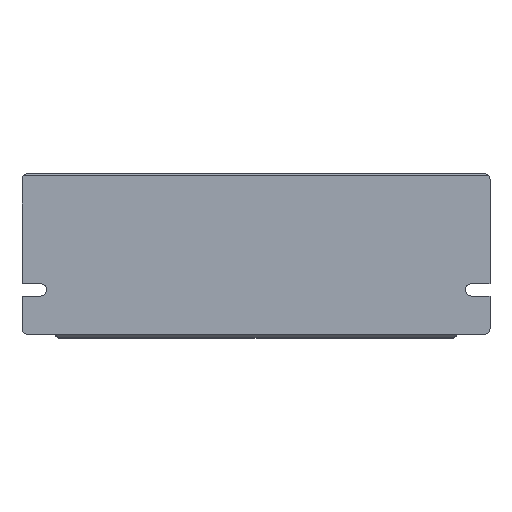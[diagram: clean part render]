
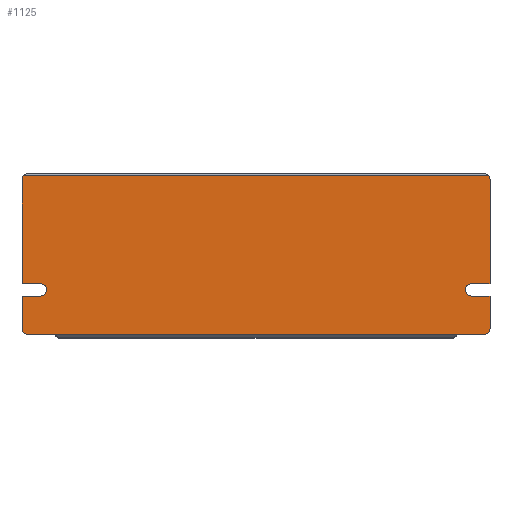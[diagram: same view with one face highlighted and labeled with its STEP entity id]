
A CAD part, top view. The second image highlights one B-rep face of the part: STEP entity #1125.
In plain terms, the highlighted face is planar.
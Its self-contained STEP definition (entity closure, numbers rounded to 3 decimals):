
#239=CARTESIAN_POINT('',(-67.5,15.5,-97.));
#240=VERTEX_POINT('',#239);
#247=CARTESIAN_POINT('',(-69.5,13.5,-97.));
#248=VERTEX_POINT('',#247);
#249=CARTESIAN_POINT('',(-69.5,15.5,-97.));
#250=DIRECTION('',(0.,0.,-1.));
#251=DIRECTION('',(1.,0.,0.));
#252=AXIS2_PLACEMENT_3D('',#249,#250,#251);
#253=CIRCLE('',#252,2.);
#254=EDGE_CURVE('',#240,#248,#253,.T.);
#271=CARTESIAN_POINT('',(-69.5,17.5,-97.));
#272=VERTEX_POINT('',#271);
#279=CARTESIAN_POINT('',(-69.5,15.5,-97.));
#280=DIRECTION('',(0.,0.,-1.));
#281=DIRECTION('',(1.,0.,0.));
#282=AXIS2_PLACEMENT_3D('',#279,#280,#281);
#283=CIRCLE('',#282,2.);
#284=EDGE_CURVE('',#272,#240,#283,.T.);
#297=CARTESIAN_POINT('',(-75.5,13.5,-97.));
#298=VERTEX_POINT('',#297);
#305=CARTESIAN_POINT('',(-75.5,-20.,-97.));
#306=VERTEX_POINT('',#305);
#307=CARTESIAN_POINT('',(-75.5,-12329.5,-97.));
#308=DIRECTION('',(-0.,1.,-0.));
#309=VECTOR('',#308,24690.);
#310=LINE('',#307,#309);
#311=EDGE_CURVE('',#306,#298,#310,.T.);
#800=CARTESIAN_POINT('',(-75.5,17.5,-97.));
#801=VERTEX_POINT('',#800);
#808=CARTESIAN_POINT('',(12272.5,17.5,-97.));
#809=DIRECTION('',(-1.,0.,-0.));
#810=VECTOR('',#809,24690.);
#811=LINE('',#808,#810);
#812=EDGE_CURVE('',#272,#801,#811,.T.);
#833=CARTESIAN_POINT('',(-75.5,28.,-97.));
#834=VERTEX_POINT('',#833);
#841=CARTESIAN_POINT('',(-75.5,-12329.5,-97.));
#842=DIRECTION('',(0.,1.,0.));
#843=VECTOR('',#842,24690.);
#844=LINE('',#841,#843);
#845=EDGE_CURVE('',#801,#834,#844,.T.);
#857=CARTESIAN_POINT('',(-74.823,-21.5,-97.));
#858=VERTEX_POINT('',#857);
#859=CARTESIAN_POINT('',(-73.5,-20.,-97.));
#860=DIRECTION('',(0.,-0.,1.));
#861=DIRECTION('',(1.,0.,0.));
#862=AXIS2_PLACEMENT_3D('',#859,#860,#861);
#863=CIRCLE('',#862,2.);
#864=EDGE_CURVE('',#306,#858,#863,.T.);
#964=CARTESIAN_POINT('',(75.5,-20.,-97.));
#965=VERTEX_POINT('',#964);
#998=CARTESIAN_POINT('',(74.823,-21.5,-97.));
#999=VERTEX_POINT('',#998);
#1015=CARTESIAN_POINT('',(73.5,-20.,-97.));
#1016=DIRECTION('',(0.,-0.,1.));
#1017=DIRECTION('',(1.,0.,0.));
#1018=AXIS2_PLACEMENT_3D('',#1015,#1016,#1017);
#1019=CIRCLE('',#1018,2.);
#1020=EDGE_CURVE('',#999,#965,#1019,.T.);
#1025=CARTESIAN_POINT('',(-75.5,30.,-97.));
#1026=DIRECTION('',(0.,0.,-1.));
#1027=DIRECTION('',(0.,-1.,0.));
#1028=AXIS2_PLACEMENT_3D('',#1025,#1026,#1027);
#1029=PLANE('',#1028);
#1030=CARTESIAN_POINT('',(73.5,30.,-97.));
#1031=VERTEX_POINT('',#1030);
#1032=CARTESIAN_POINT('',(-73.5,30.,-97.));
#1033=VERTEX_POINT('',#1032);
#1034=CARTESIAN_POINT('',(12269.5,30.,-97.));
#1035=DIRECTION('',(-1.,0.,-0.));
#1036=VECTOR('',#1035,24690.);
#1037=LINE('',#1034,#1036);
#1038=EDGE_CURVE('',#1031,#1033,#1037,.T.);
#1039=ORIENTED_EDGE('',*,*,#1038,.F.);
#1040=CARTESIAN_POINT('',(75.5,28.,-97.));
#1041=VERTEX_POINT('',#1040);
#1042=CARTESIAN_POINT('',(73.5,28.,-97.));
#1043=DIRECTION('',(-0.,-0.,1.));
#1044=DIRECTION('',(1.,0.,0.));
#1045=AXIS2_PLACEMENT_3D('',#1042,#1043,#1044);
#1046=CIRCLE('',#1045,2.);
#1047=EDGE_CURVE('',#1041,#1031,#1046,.T.);
#1048=ORIENTED_EDGE('',*,*,#1047,.F.);
#1049=CARTESIAN_POINT('',(75.5,17.5,-97.));
#1050=VERTEX_POINT('',#1049);
#1051=CARTESIAN_POINT('',(75.5,-12330.,-97.));
#1052=DIRECTION('',(-0.,1.,-0.));
#1053=VECTOR('',#1052,24690.);
#1054=LINE('',#1051,#1053);
#1055=EDGE_CURVE('',#1050,#1041,#1054,.T.);
#1056=ORIENTED_EDGE('',*,*,#1055,.F.);
#1057=CARTESIAN_POINT('',(69.5,17.5,-97.));
#1058=VERTEX_POINT('',#1057);
#1059=CARTESIAN_POINT('',(-12345.,17.5,-97.));
#1060=DIRECTION('',(1.,-0.,0.));
#1061=VECTOR('',#1060,24690.);
#1062=LINE('',#1059,#1061);
#1063=EDGE_CURVE('',#1058,#1050,#1062,.T.);
#1064=ORIENTED_EDGE('',*,*,#1063,.F.);
#1065=CARTESIAN_POINT('',(67.5,15.5,-97.));
#1066=VERTEX_POINT('',#1065);
#1067=CARTESIAN_POINT('',(69.5,15.5,-97.));
#1068=DIRECTION('',(0.,0.,-1.));
#1069=DIRECTION('',(1.,0.,0.));
#1070=AXIS2_PLACEMENT_3D('',#1067,#1068,#1069);
#1071=CIRCLE('',#1070,2.);
#1072=EDGE_CURVE('',#1066,#1058,#1071,.T.);
#1073=ORIENTED_EDGE('',*,*,#1072,.F.);
#1074=CARTESIAN_POINT('',(69.5,13.5,-97.));
#1075=VERTEX_POINT('',#1074);
#1076=CARTESIAN_POINT('',(69.5,15.5,-97.));
#1077=DIRECTION('',(0.,0.,-1.));
#1078=DIRECTION('',(1.,0.,0.));
#1079=AXIS2_PLACEMENT_3D('',#1076,#1077,#1078);
#1080=CIRCLE('',#1079,2.);
#1081=EDGE_CURVE('',#1075,#1066,#1080,.T.);
#1082=ORIENTED_EDGE('',*,*,#1081,.F.);
#1083=CARTESIAN_POINT('',(75.5,13.5,-97.));
#1084=VERTEX_POINT('',#1083);
#1085=CARTESIAN_POINT('',(-12348.,13.5,-97.));
#1086=DIRECTION('',(1.,-0.,0.));
#1087=VECTOR('',#1086,24690.);
#1088=LINE('',#1085,#1087);
#1089=EDGE_CURVE('',#1075,#1084,#1088,.T.);
#1090=ORIENTED_EDGE('',*,*,#1089,.T.);
#1091=CARTESIAN_POINT('',(75.5,-12330.,-97.));
#1092=DIRECTION('',(-0.,1.,-0.));
#1093=VECTOR('',#1092,24690.);
#1094=LINE('',#1091,#1093);
#1095=EDGE_CURVE('',#965,#1084,#1094,.T.);
#1096=ORIENTED_EDGE('',*,*,#1095,.F.);
#1097=ORIENTED_EDGE('',*,*,#1020,.F.);
#1098=CARTESIAN_POINT('',(12072.656,-21.5,-97.));
#1099=DIRECTION('',(-1.,-0.,0.));
#1100=VECTOR('',#1099,24690.);
#1101=LINE('',#1098,#1100);
#1102=EDGE_CURVE('',#999,#858,#1101,.T.);
#1103=ORIENTED_EDGE('',*,*,#1102,.T.);
#1104=ORIENTED_EDGE('',*,*,#864,.F.);
#1105=ORIENTED_EDGE('',*,*,#311,.T.);
#1106=CARTESIAN_POINT('',(12269.5,13.5,-97.));
#1107=DIRECTION('',(-1.,0.,-0.));
#1108=VECTOR('',#1107,24690.);
#1109=LINE('',#1106,#1108);
#1110=EDGE_CURVE('',#248,#298,#1109,.T.);
#1111=ORIENTED_EDGE('',*,*,#1110,.F.);
#1112=ORIENTED_EDGE('',*,*,#254,.F.);
#1113=ORIENTED_EDGE('',*,*,#284,.F.);
#1114=ORIENTED_EDGE('',*,*,#812,.T.);
#1115=ORIENTED_EDGE('',*,*,#845,.T.);
#1116=CARTESIAN_POINT('',(-73.5,28.,-97.));
#1117=DIRECTION('',(-0.,-0.,1.));
#1118=DIRECTION('',(-1.,0.,0.));
#1119=AXIS2_PLACEMENT_3D('',#1116,#1117,#1118);
#1120=CIRCLE('',#1119,2.);
#1121=EDGE_CURVE('',#1033,#834,#1120,.T.);
#1122=ORIENTED_EDGE('',*,*,#1121,.F.);
#1123=EDGE_LOOP('',(#1039,#1048,#1056,#1064,#1073,#1082,#1090,#1096,#1097,#1103,#1104,#1105,#1111,#1112,#1113,#1114,#1115,#1122));
#1124=FACE_BOUND('',#1123,.T.);
#1125=ADVANCED_FACE('',(#1124),#1029,.T.);
